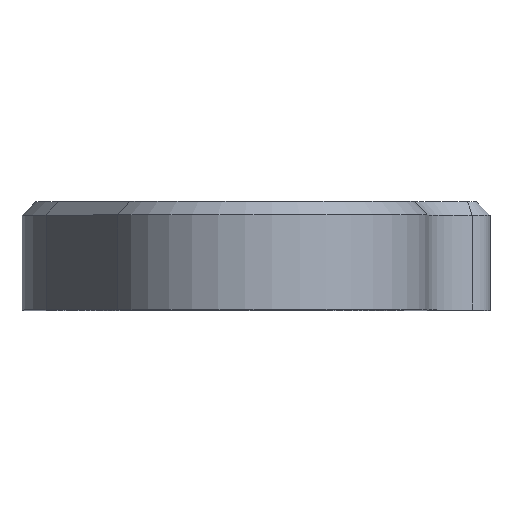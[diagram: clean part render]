
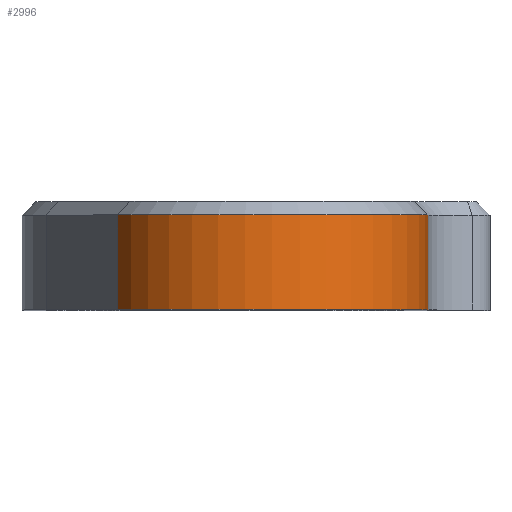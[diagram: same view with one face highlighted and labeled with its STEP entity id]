
A CAD part, top view. The second image highlights one B-rep face of the part: STEP entity #2996.
In plain terms, the highlighted cylindrical face has radius 12 mm (diameter 24 mm), a partial arc.
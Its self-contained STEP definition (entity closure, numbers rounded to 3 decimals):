
#322=FACE_OUTER_BOUND('',#491,.T.);
#491=EDGE_LOOP('',(#2800,#2801,#2802,#2803));
#739=LINE('',#4928,#1043);
#795=LINE('',#5068,#1099);
#1043=VECTOR('',#4018,10.);
#1099=VECTOR('',#4180,10.);
#1160=CIRCLE('',#3112,12.);
#1206=CIRCLE('',#3216,12.);
#1356=VERTEX_POINT('',#4512);
#1357=VERTEX_POINT('',#4514);
#1468=VERTEX_POINT('',#4850);
#1469=VERTEX_POINT('',#4854);
#1667=EDGE_CURVE('',#1356,#1357,#1160,.T.);
#1838=EDGE_CURVE('',#1469,#1468,#1206,.T.);
#1874=EDGE_CURVE('',#1468,#1356,#739,.T.);
#1943=EDGE_CURVE('',#1469,#1357,#795,.T.);
#2800=ORIENTED_EDGE('',*,*,#1838,.F.);
#2801=ORIENTED_EDGE('',*,*,#1943,.T.);
#2802=ORIENTED_EDGE('',*,*,#1667,.F.);
#2803=ORIENTED_EDGE('',*,*,#1874,.F.);
#2839=CYLINDRICAL_SURFACE('',#3299,12.);
#2996=ADVANCED_FACE('',(#322),#2839,.T.);
#3112=AXIS2_PLACEMENT_3D('',#4515,#3596,#3597);
#3216=AXIS2_PLACEMENT_3D('',#4856,#3929,#3930);
#3299=AXIS2_PLACEMENT_3D('',#5069,#4181,#4182);
#3596=DIRECTION('center_axis',(0.,-1.,0.));
#3597=DIRECTION('ref_axis',(-0.911,0.,0.412));
#3929=DIRECTION('center_axis',(0.,1.,0.));
#3930=DIRECTION('ref_axis',(-0.911,0.,0.412));
#4018=DIRECTION('',(0.,-1.,0.));
#4180=DIRECTION('',(0.,-1.,0.));
#4181=DIRECTION('center_axis',(0.,-1.,0.));
#4182=DIRECTION('ref_axis',(-0.911,0.,0.412));
#4512=CARTESIAN_POINT('',(30.,-8.,45.));
#4514=CARTESIAN_POINT('',(7.065,-8.,49.942));
#4515=CARTESIAN_POINT('Origin',(18.,-8.,45.));
#4850=CARTESIAN_POINT('',(30.,-1.,45.));
#4854=CARTESIAN_POINT('',(7.065,-1.,49.942));
#4856=CARTESIAN_POINT('Origin',(18.,-1.,45.));
#4928=CARTESIAN_POINT('',(30.,0.,45.));
#5068=CARTESIAN_POINT('',(7.065,0.,49.942));
#5069=CARTESIAN_POINT('Origin',(18.,0.,45.));
